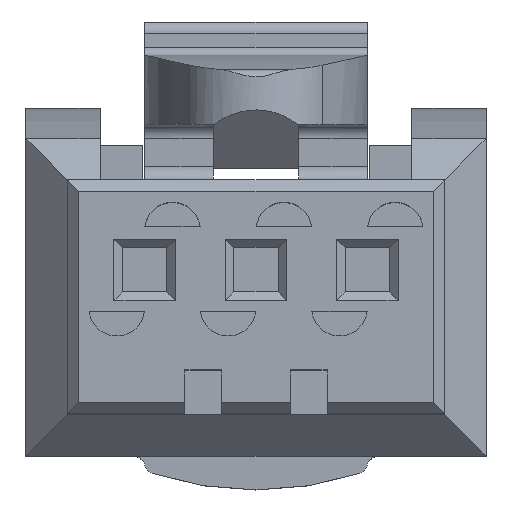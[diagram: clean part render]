
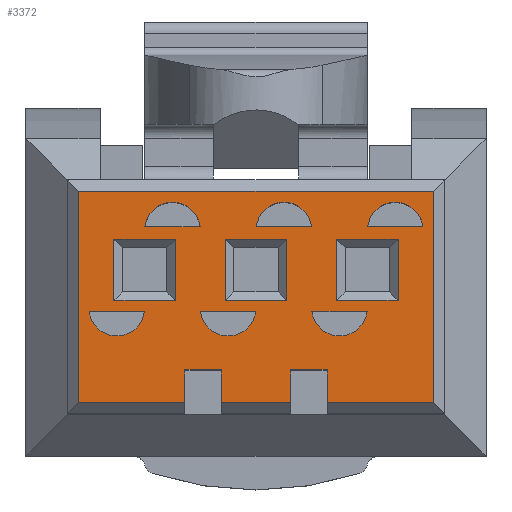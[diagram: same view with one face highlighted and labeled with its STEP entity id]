
A CAD part, top view. The second image highlights one B-rep face of the part: STEP entity #3372.
In plain terms, the highlighted planar face has unit normal (0, 0, 1).
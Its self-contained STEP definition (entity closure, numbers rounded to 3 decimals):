
#31=LINE('',#4404,#314);
#33=LINE('',#4408,#316);
#39=LINE('',#4422,#322);
#41=LINE('',#4426,#324);
#47=LINE('',#4440,#330);
#49=LINE('',#4444,#332);
#53=LINE('',#4453,#336);
#54=LINE('',#4454,#337);
#55=LINE('',#4455,#338);
#56=LINE('',#4456,#339);
#57=LINE('',#4457,#340);
#58=LINE('',#4458,#341);
#59=LINE('',#4459,#342);
#60=LINE('',#4462,#343);
#61=LINE('',#4464,#344);
#62=LINE('',#4466,#345);
#63=LINE('',#4468,#346);
#64=LINE('',#4470,#347);
#65=LINE('',#4472,#348);
#66=LINE('',#4474,#349);
#67=LINE('',#4476,#350);
#68=LINE('',#4478,#351);
#69=LINE('',#4480,#352);
#70=LINE('',#4482,#353);
#71=LINE('',#4486,#354);
#72=LINE('',#4487,#355);
#73=LINE('',#4491,#356);
#74=LINE('',#4495,#357);
#75=LINE('',#4502,#358);
#76=LINE('',#4506,#359);
#314=VECTOR('',#3726,1000.);
#316=VECTOR('',#3730,1000.);
#322=VECTOR('',#3738,1000.);
#324=VECTOR('',#3742,1000.);
#330=VECTOR('',#3750,1000.);
#332=VECTOR('',#3754,1000.);
#336=VECTOR('',#3760,1000.);
#337=VECTOR('',#3761,1000.);
#338=VECTOR('',#3762,1000.);
#339=VECTOR('',#3763,1000.);
#340=VECTOR('',#3764,1000.);
#341=VECTOR('',#3765,1000.);
#342=VECTOR('',#3766,1000.);
#343=VECTOR('',#3767,1000.);
#344=VECTOR('',#3768,1000.);
#345=VECTOR('',#3769,1000.);
#346=VECTOR('',#3770,1000.);
#347=VECTOR('',#3771,1000.);
#348=VECTOR('',#3772,1000.);
#349=VECTOR('',#3773,1000.);
#350=VECTOR('',#3774,1000.);
#351=VECTOR('',#3775,1000.);
#352=VECTOR('',#3776,1000.);
#353=VECTOR('',#3777,1000.);
#354=VECTOR('',#3780,1000.);
#355=VECTOR('',#3781,1000.);
#356=VECTOR('',#3784,1000.);
#357=VECTOR('',#3787,1000.);
#358=VECTOR('',#3792,1000.);
#359=VECTOR('',#3795,1000.);
#601=PLANE('',#3523);
#737=ORIENTED_EDGE('',*,*,#1425,.F.);
#738=ORIENTED_EDGE('',*,*,#1431,.F.);
#739=ORIENTED_EDGE('',*,*,#1427,.T.);
#740=ORIENTED_EDGE('',*,*,#1432,.T.);
#741=ORIENTED_EDGE('',*,*,#1417,.F.);
#742=ORIENTED_EDGE('',*,*,#1433,.F.);
#743=ORIENTED_EDGE('',*,*,#1419,.T.);
#744=ORIENTED_EDGE('',*,*,#1434,.T.);
#745=ORIENTED_EDGE('',*,*,#1409,.F.);
#746=ORIENTED_EDGE('',*,*,#1435,.F.);
#747=ORIENTED_EDGE('',*,*,#1411,.T.);
#748=ORIENTED_EDGE('',*,*,#1436,.T.);
#749=ORIENTED_EDGE('',*,*,#1437,.F.);
#750=ORIENTED_EDGE('',*,*,#1438,.F.);
#751=ORIENTED_EDGE('',*,*,#1439,.F.);
#752=ORIENTED_EDGE('',*,*,#1440,.T.);
#753=ORIENTED_EDGE('',*,*,#1441,.T.);
#754=ORIENTED_EDGE('',*,*,#1442,.F.);
#755=ORIENTED_EDGE('',*,*,#1443,.F.);
#756=ORIENTED_EDGE('',*,*,#1444,.F.);
#757=ORIENTED_EDGE('',*,*,#1445,.F.);
#758=ORIENTED_EDGE('',*,*,#1446,.F.);
#759=ORIENTED_EDGE('',*,*,#1447,.F.);
#760=ORIENTED_EDGE('',*,*,#1448,.F.);
#761=ORIENTED_EDGE('',*,*,#1449,.F.);
#762=ORIENTED_EDGE('',*,*,#1450,.F.);
#763=ORIENTED_EDGE('',*,*,#1451,.F.);
#764=ORIENTED_EDGE('',*,*,#1452,.F.);
#765=ORIENTED_EDGE('',*,*,#1453,.F.);
#766=ORIENTED_EDGE('',*,*,#1454,.F.);
#767=ORIENTED_EDGE('',*,*,#1455,.F.);
#768=ORIENTED_EDGE('',*,*,#1456,.F.);
#769=ORIENTED_EDGE('',*,*,#1457,.F.);
#770=ORIENTED_EDGE('',*,*,#1458,.F.);
#771=ORIENTED_EDGE('',*,*,#1459,.F.);
#772=ORIENTED_EDGE('',*,*,#1460,.F.);
#1409=EDGE_CURVE('',#1756,#1757,#31,.T.);
#1411=EDGE_CURVE('',#1758,#1759,#33,.T.);
#1417=EDGE_CURVE('',#1764,#1765,#39,.T.);
#1419=EDGE_CURVE('',#1766,#1767,#41,.T.);
#1425=EDGE_CURVE('',#1772,#1773,#47,.T.);
#1427=EDGE_CURVE('',#1774,#1775,#49,.T.);
#1431=EDGE_CURVE('',#1774,#1772,#53,.T.);
#1432=EDGE_CURVE('',#1775,#1773,#54,.T.);
#1433=EDGE_CURVE('',#1766,#1764,#55,.T.);
#1434=EDGE_CURVE('',#1767,#1765,#56,.T.);
#1435=EDGE_CURVE('',#1758,#1756,#57,.T.);
#1436=EDGE_CURVE('',#1759,#1757,#58,.T.);
#1437=EDGE_CURVE('',#1778,#1779,#59,.T.);
#1438=EDGE_CURVE('',#1780,#1778,#60,.T.);
#1439=EDGE_CURVE('',#1781,#1780,#61,.T.);
#1440=EDGE_CURVE('',#1781,#1782,#62,.T.);
#1441=EDGE_CURVE('',#1782,#1783,#63,.T.);
#1442=EDGE_CURVE('',#1784,#1783,#64,.T.);
#1443=EDGE_CURVE('',#1785,#1784,#65,.T.);
#1444=EDGE_CURVE('',#1786,#1785,#66,.T.);
#1445=EDGE_CURVE('',#1787,#1786,#67,.T.);
#1446=EDGE_CURVE('',#1788,#1787,#68,.T.);
#1447=EDGE_CURVE('',#1789,#1788,#69,.T.);
#1448=EDGE_CURVE('',#1779,#1789,#70,.T.);
#1449=EDGE_CURVE('',#1790,#1791,#1972,.T.);
#1450=EDGE_CURVE('',#1791,#1790,#71,.T.);
#1451=EDGE_CURVE('',#1792,#1793,#72,.T.);
#1452=EDGE_CURVE('',#1793,#1792,#1973,.T.);
#1453=EDGE_CURVE('',#1794,#1795,#73,.T.);
#1454=EDGE_CURVE('',#1795,#1794,#1974,.T.);
#1455=EDGE_CURVE('',#1796,#1797,#74,.T.);
#1456=EDGE_CURVE('',#1797,#1796,#1975,.T.);
#1457=EDGE_CURVE('',#1798,#1799,#1976,.T.);
#1458=EDGE_CURVE('',#1799,#1798,#75,.T.);
#1459=EDGE_CURVE('',#1800,#1801,#1977,.T.);
#1460=EDGE_CURVE('',#1801,#1800,#76,.T.);
#1756=VERTEX_POINT('',#4403);
#1757=VERTEX_POINT('',#4405);
#1758=VERTEX_POINT('',#4409);
#1759=VERTEX_POINT('',#4410);
#1764=VERTEX_POINT('',#4421);
#1765=VERTEX_POINT('',#4423);
#1766=VERTEX_POINT('',#4427);
#1767=VERTEX_POINT('',#4428);
#1772=VERTEX_POINT('',#4439);
#1773=VERTEX_POINT('',#4441);
#1774=VERTEX_POINT('',#4445);
#1775=VERTEX_POINT('',#4446);
#1778=VERTEX_POINT('',#4460);
#1779=VERTEX_POINT('',#4461);
#1780=VERTEX_POINT('',#4463);
#1781=VERTEX_POINT('',#4465);
#1782=VERTEX_POINT('',#4467);
#1783=VERTEX_POINT('',#4469);
#1784=VERTEX_POINT('',#4471);
#1785=VERTEX_POINT('',#4473);
#1786=VERTEX_POINT('',#4475);
#1787=VERTEX_POINT('',#4477);
#1788=VERTEX_POINT('',#4479);
#1789=VERTEX_POINT('',#4481);
#1790=VERTEX_POINT('',#4484);
#1791=VERTEX_POINT('',#4485);
#1792=VERTEX_POINT('',#4488);
#1793=VERTEX_POINT('',#4489);
#1794=VERTEX_POINT('',#4492);
#1795=VERTEX_POINT('',#4493);
#1796=VERTEX_POINT('',#4496);
#1797=VERTEX_POINT('',#4497);
#1798=VERTEX_POINT('',#4500);
#1799=VERTEX_POINT('',#4501);
#1800=VERTEX_POINT('',#4504);
#1801=VERTEX_POINT('',#4505);
#1972=CIRCLE('',#3524,0.5);
#1973=CIRCLE('',#3525,0.5);
#1974=CIRCLE('',#3526,0.5);
#1975=CIRCLE('',#3527,0.5);
#1976=CIRCLE('',#3528,0.5);
#1977=CIRCLE('',#3529,0.5);
#2032=EDGE_LOOP('',(#737,#738,#739,#740));
#2033=EDGE_LOOP('',(#741,#742,#743,#744));
#2034=EDGE_LOOP('',(#745,#746,#747,#748));
#2035=EDGE_LOOP('',(#749,#750,#751,#752,#753,#754,#755,#756,#757,#758,#759,
#760));
#2036=EDGE_LOOP('',(#761,#762));
#2037=EDGE_LOOP('',(#763,#764));
#2038=EDGE_LOOP('',(#765,#766));
#2039=EDGE_LOOP('',(#767,#768));
#2040=EDGE_LOOP('',(#769,#770));
#2041=EDGE_LOOP('',(#771,#772));
#2189=FACE_BOUND('',#2032,.T.);
#2190=FACE_BOUND('',#2033,.T.);
#2191=FACE_BOUND('',#2034,.T.);
#2192=FACE_BOUND('',#2035,.T.);
#2193=FACE_BOUND('',#2036,.T.);
#2194=FACE_BOUND('',#2037,.T.);
#2195=FACE_BOUND('',#2038,.T.);
#2196=FACE_BOUND('',#2039,.T.);
#2197=FACE_BOUND('',#2040,.T.);
#2198=FACE_BOUND('',#2041,.T.);
#3372=ADVANCED_FACE('',(#2189,#2190,#2191,#2192,#2193,#2194,#2195,#2196,
#2197,#2198),#601,.F.);
#3523=AXIS2_PLACEMENT_3D('',#4452,#3758,#3759);
#3524=AXIS2_PLACEMENT_3D('',#4483,#3778,#3779);
#3525=AXIS2_PLACEMENT_3D('',#4490,#3782,#3783);
#3526=AXIS2_PLACEMENT_3D('',#4494,#3785,#3786);
#3527=AXIS2_PLACEMENT_3D('',#4498,#3788,#3789);
#3528=AXIS2_PLACEMENT_3D('',#4499,#3790,#3791);
#3529=AXIS2_PLACEMENT_3D('',#4503,#3793,#3794);
#3726=DIRECTION('',(0.,-1.,0.));
#3730=DIRECTION('',(0.,-1.,0.));
#3738=DIRECTION('',(0.,-1.,0.));
#3742=DIRECTION('',(0.,-1.,0.));
#3750=DIRECTION('',(0.,-1.,0.));
#3754=DIRECTION('',(0.,-1.,0.));
#3758=DIRECTION('',(0.,0.,-1.));
#3759=DIRECTION('',(-1.,0.,0.));
#3760=DIRECTION('',(-1.,0.,0.));
#3761=DIRECTION('',(-1.,0.,0.));
#3762=DIRECTION('',(-1.,0.,0.));
#3763=DIRECTION('',(-1.,0.,0.));
#3764=DIRECTION('',(-1.,0.,0.));
#3765=DIRECTION('',(-1.,0.,0.));
#3766=DIRECTION('',(0.,1.,0.));
#3767=DIRECTION('',(-1.,0.,0.));
#3768=DIRECTION('',(0.,-1.,0.));
#3769=DIRECTION('',(-1.,0.,0.));
#3770=DIRECTION('',(0.,-1.,0.));
#3771=DIRECTION('',(-1.,0.,0.));
#3772=DIRECTION('',(0.,-1.,0.));
#3773=DIRECTION('',(-1.,0.,0.));
#3774=DIRECTION('',(0.,1.,0.));
#3775=DIRECTION('',(-1.,0.,0.));
#3776=DIRECTION('',(0.,-1.,0.));
#3777=DIRECTION('',(-1.,0.,0.));
#3778=DIRECTION('',(0.,0.,1.));
#3779=DIRECTION('',(1.,0.,0.));
#3780=DIRECTION('',(-1.,0.,0.));
#3781=DIRECTION('',(1.,0.,0.));
#3782=DIRECTION('',(0.,0.,1.));
#3783=DIRECTION('',(1.,0.,0.));
#3784=DIRECTION('',(1.,0.,0.));
#3785=DIRECTION('',(0.,0.,1.));
#3786=DIRECTION('',(1.,0.,0.));
#3787=DIRECTION('',(1.,0.,0.));
#3788=DIRECTION('',(0.,0.,1.));
#3789=DIRECTION('',(1.,0.,0.));
#3790=DIRECTION('',(0.,0.,1.));
#3791=DIRECTION('',(1.,0.,0.));
#3792=DIRECTION('',(-1.,0.,0.));
#3793=DIRECTION('',(0.,0.,1.));
#3794=DIRECTION('',(1.,0.,0.));
#3795=DIRECTION('',(-1.,0.,0.));
#4403=CARTESIAN_POINT('',(1.45,0.54,13.));
#4404=CARTESIAN_POINT('',(1.45,0.54,13.));
#4405=CARTESIAN_POINT('',(1.45,-0.56,13.));
#4408=CARTESIAN_POINT('',(2.55,0.54,13.));
#4409=CARTESIAN_POINT('',(2.55,0.54,13.));
#4410=CARTESIAN_POINT('',(2.55,-0.56,13.));
#4421=CARTESIAN_POINT('',(-0.55,0.54,13.));
#4422=CARTESIAN_POINT('',(-0.55,0.54,13.));
#4423=CARTESIAN_POINT('',(-0.55,-0.56,13.));
#4426=CARTESIAN_POINT('',(0.55,0.54,13.));
#4427=CARTESIAN_POINT('',(0.55,0.54,13.));
#4428=CARTESIAN_POINT('',(0.55,-0.56,13.));
#4439=CARTESIAN_POINT('',(-2.55,0.54,13.));
#4440=CARTESIAN_POINT('',(-2.55,0.54,13.));
#4441=CARTESIAN_POINT('',(-2.55,-0.56,13.));
#4444=CARTESIAN_POINT('',(-1.45,0.54,13.));
#4445=CARTESIAN_POINT('',(-1.45,0.54,13.));
#4446=CARTESIAN_POINT('',(-1.45,-0.56,13.));
#4452=CARTESIAN_POINT('',(4.15,1.4,13.));
#4453=CARTESIAN_POINT('',(4.15,0.54,13.));
#4454=CARTESIAN_POINT('',(4.15,-0.56,13.));
#4455=CARTESIAN_POINT('',(4.15,0.54,13.));
#4456=CARTESIAN_POINT('',(4.15,-0.56,13.));
#4457=CARTESIAN_POINT('',(4.15,0.54,13.));
#4458=CARTESIAN_POINT('',(4.15,-0.56,13.));
#4459=CARTESIAN_POINT('',(1.275,1.4,13.));
#4460=CARTESIAN_POINT('',(1.275,-2.4,13.));
#4461=CARTESIAN_POINT('',(1.275,-1.81,13.));
#4462=CARTESIAN_POINT('',(4.15,-2.4,13.));
#4463=CARTESIAN_POINT('',(3.18,-2.4,13.));
#4464=CARTESIAN_POINT('',(3.18,6.,13.));
#4465=CARTESIAN_POINT('',(3.18,1.4,13.));
#4466=CARTESIAN_POINT('',(4.15,1.4,13.));
#4467=CARTESIAN_POINT('',(-3.18,1.4,13.));
#4468=CARTESIAN_POINT('',(-3.18,6.,13.));
#4469=CARTESIAN_POINT('',(-3.18,-2.4,13.));
#4470=CARTESIAN_POINT('',(4.15,-2.4,13.));
#4471=CARTESIAN_POINT('',(-1.275,-2.4,13.));
#4472=CARTESIAN_POINT('',(-1.275,1.4,13.));
#4473=CARTESIAN_POINT('',(-1.275,-1.81,13.));
#4474=CARTESIAN_POINT('',(4.15,-1.81,13.));
#4475=CARTESIAN_POINT('',(-0.625,-1.81,13.));
#4476=CARTESIAN_POINT('',(-0.625,1.4,13.));
#4477=CARTESIAN_POINT('',(-0.625,-2.4,13.));
#4478=CARTESIAN_POINT('',(4.15,-2.4,13.));
#4479=CARTESIAN_POINT('',(0.625,-2.4,13.));
#4480=CARTESIAN_POINT('',(0.625,1.4,13.));
#4481=CARTESIAN_POINT('',(0.625,-1.81,13.));
#4482=CARTESIAN_POINT('',(4.15,-1.81,13.));
#4483=CARTESIAN_POINT('',(-2.5,-0.7,13.));
#4484=CARTESIAN_POINT('',(-2.996,-0.76,13.));
#4485=CARTESIAN_POINT('',(-2.004,-0.76,13.));
#4486=CARTESIAN_POINT('',(-2.004,-0.76,13.));
#4487=CARTESIAN_POINT('',(0.004,0.76,13.));
#4488=CARTESIAN_POINT('',(0.004,0.76,13.));
#4489=CARTESIAN_POINT('',(0.996,0.76,13.));
#4490=CARTESIAN_POINT('',(0.5,0.7,13.));
#4491=CARTESIAN_POINT('',(2.004,0.76,13.));
#4492=CARTESIAN_POINT('',(2.004,0.76,13.));
#4493=CARTESIAN_POINT('',(2.996,0.76,13.));
#4494=CARTESIAN_POINT('',(2.5,0.7,13.));
#4495=CARTESIAN_POINT('',(-1.996,0.76,13.));
#4496=CARTESIAN_POINT('',(-1.996,0.76,13.));
#4497=CARTESIAN_POINT('',(-1.004,0.76,13.));
#4498=CARTESIAN_POINT('',(-1.5,0.7,13.));
#4499=CARTESIAN_POINT('',(-0.5,-0.7,13.));
#4500=CARTESIAN_POINT('',(-0.996,-0.76,13.));
#4501=CARTESIAN_POINT('',(-0.004,-0.76,13.));
#4502=CARTESIAN_POINT('',(-0.004,-0.76,13.));
#4503=CARTESIAN_POINT('',(1.5,-0.7,13.));
#4504=CARTESIAN_POINT('',(1.004,-0.76,13.));
#4505=CARTESIAN_POINT('',(1.996,-0.76,13.));
#4506=CARTESIAN_POINT('',(1.996,-0.76,13.));
